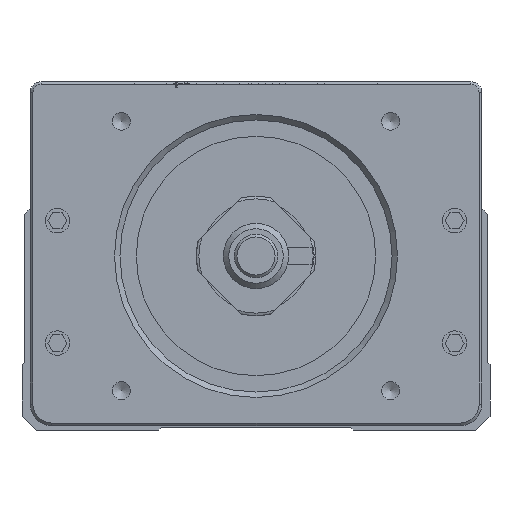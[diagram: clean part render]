
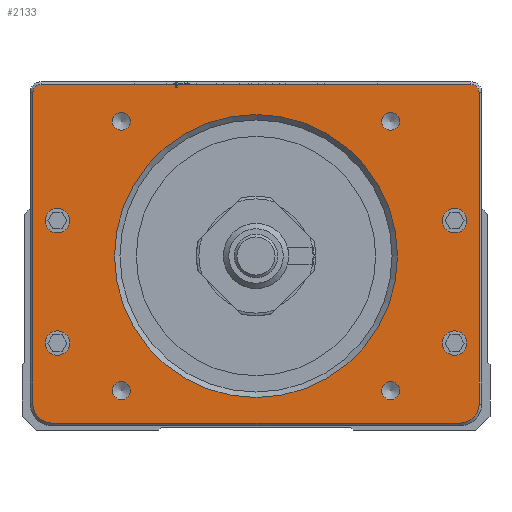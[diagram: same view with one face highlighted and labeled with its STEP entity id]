
A CAD part, front view. The second image highlights one B-rep face of the part: STEP entity #2133.
In plain terms, the highlighted planar face has unit normal (0, -1, 0).
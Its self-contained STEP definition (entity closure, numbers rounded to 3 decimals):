
#2133=ADVANCED_FACE('',(#3756,#3757,#3758,#3759,#3760,#3761,#3762,#3763,
#3764,#3765),#3105,.F.);
#3105=PLANE('',#21013);
#3756=FACE_BOUND('',#4874,.T.);
#3757=FACE_BOUND('',#4875,.T.);
#3758=FACE_BOUND('',#4876,.T.);
#3759=FACE_BOUND('',#4877,.T.);
#3760=FACE_BOUND('',#4878,.T.);
#3761=FACE_BOUND('',#4879,.T.);
#3762=FACE_BOUND('',#4880,.T.);
#3763=FACE_BOUND('',#4881,.T.);
#3764=FACE_BOUND('',#4882,.T.);
#3765=FACE_BOUND('',#4883,.T.);
#4874=EDGE_LOOP('',(#9200));
#4875=EDGE_LOOP('',(#9201));
#4876=EDGE_LOOP('',(#9202));
#4877=EDGE_LOOP('',(#9203));
#4878=EDGE_LOOP('',(#9204));
#4879=EDGE_LOOP('',(#9205,#9206,#9207,#9208,#9209,#9210,#9211,#9212));
#4880=EDGE_LOOP('',(#9213));
#4881=EDGE_LOOP('',(#9214));
#4882=EDGE_LOOP('',(#9215));
#4883=EDGE_LOOP('',(#9216));
#6075=CIRCLE('',#21000,26.);
#6076=CIRCLE('',#21001,1.65);
#6077=CIRCLE('',#21002,1.65);
#6078=CIRCLE('',#21003,1.65);
#6079=CIRCLE('',#21004,1.65);
#6080=CIRCLE('',#21005,1.5);
#6081=CIRCLE('',#21006,1.5);
#6082=CIRCLE('',#21007,3.5);
#6083=CIRCLE('',#21008,3.5);
#6084=CIRCLE('',#21009,2.25);
#6085=CIRCLE('',#21010,2.25);
#6086=CIRCLE('',#21011,2.25);
#6087=CIRCLE('',#21012,2.25);
#9200=ORIENTED_EDGE('',*,*,#15266,.T.);
#9201=ORIENTED_EDGE('',*,*,#15267,.T.);
#9202=ORIENTED_EDGE('',*,*,#15268,.T.);
#9203=ORIENTED_EDGE('',*,*,#15269,.T.);
#9204=ORIENTED_EDGE('',*,*,#15270,.T.);
#9205=ORIENTED_EDGE('',*,*,#15271,.T.);
#9206=ORIENTED_EDGE('',*,*,#15272,.T.);
#9207=ORIENTED_EDGE('',*,*,#15273,.T.);
#9208=ORIENTED_EDGE('',*,*,#15274,.T.);
#9209=ORIENTED_EDGE('',*,*,#15275,.T.);
#9210=ORIENTED_EDGE('',*,*,#15276,.T.);
#9211=ORIENTED_EDGE('',*,*,#15277,.T.);
#9212=ORIENTED_EDGE('',*,*,#15278,.T.);
#9213=ORIENTED_EDGE('',*,*,#15279,.T.);
#9214=ORIENTED_EDGE('',*,*,#15280,.T.);
#9215=ORIENTED_EDGE('',*,*,#15281,.T.);
#9216=ORIENTED_EDGE('',*,*,#15282,.T.);
#12938=VERTEX_POINT('',#31715);
#12939=VERTEX_POINT('',#31717);
#12940=VERTEX_POINT('',#31719);
#12941=VERTEX_POINT('',#31721);
#12942=VERTEX_POINT('',#31723);
#12943=VERTEX_POINT('',#31725);
#12944=VERTEX_POINT('',#31726);
#12945=VERTEX_POINT('',#31728);
#12946=VERTEX_POINT('',#31730);
#12947=VERTEX_POINT('',#31732);
#12948=VERTEX_POINT('',#31734);
#12949=VERTEX_POINT('',#31736);
#12950=VERTEX_POINT('',#31738);
#12951=VERTEX_POINT('',#31741);
#12952=VERTEX_POINT('',#31743);
#12953=VERTEX_POINT('',#31745);
#12954=VERTEX_POINT('',#31747);
#15266=EDGE_CURVE('',#12938,#12938,#6075,.T.);
#15267=EDGE_CURVE('',#12939,#12939,#6076,.T.);
#15268=EDGE_CURVE('',#12940,#12940,#6077,.T.);
#15269=EDGE_CURVE('',#12941,#12941,#6078,.T.);
#15270=EDGE_CURVE('',#12942,#12942,#6079,.T.);
#15271=EDGE_CURVE('',#12943,#12944,#17498,.T.);
#15272=EDGE_CURVE('',#12944,#12945,#6080,.T.);
#15273=EDGE_CURVE('',#12945,#12946,#17499,.T.);
#15274=EDGE_CURVE('',#12946,#12947,#6081,.T.);
#15275=EDGE_CURVE('',#12947,#12948,#17500,.T.);
#15276=EDGE_CURVE('',#12948,#12949,#6082,.T.);
#15277=EDGE_CURVE('',#12949,#12950,#17501,.T.);
#15278=EDGE_CURVE('',#12950,#12943,#6083,.T.);
#15279=EDGE_CURVE('',#12951,#12951,#6084,.T.);
#15280=EDGE_CURVE('',#12952,#12952,#6085,.T.);
#15281=EDGE_CURVE('',#12953,#12953,#6086,.T.);
#15282=EDGE_CURVE('',#12954,#12954,#6087,.T.);
#17498=LINE('',#31724,#19369);
#17499=LINE('',#31729,#19370);
#17500=LINE('',#31733,#19371);
#17501=LINE('',#31737,#19372);
#19369=VECTOR('',#24796,1.);
#19370=VECTOR('',#24799,1.);
#19371=VECTOR('',#24802,1.);
#19372=VECTOR('',#24805,1.);
#21000=AXIS2_PLACEMENT_3D('',#31714,#24786,#24787);
#21001=AXIS2_PLACEMENT_3D('',#31716,#24788,#24789);
#21002=AXIS2_PLACEMENT_3D('',#31718,#24790,#24791);
#21003=AXIS2_PLACEMENT_3D('',#31720,#24792,#24793);
#21004=AXIS2_PLACEMENT_3D('',#31722,#24794,#24795);
#21005=AXIS2_PLACEMENT_3D('',#31727,#24797,#24798);
#21006=AXIS2_PLACEMENT_3D('',#31731,#24800,#24801);
#21007=AXIS2_PLACEMENT_3D('',#31735,#24803,#24804);
#21008=AXIS2_PLACEMENT_3D('',#31739,#24806,#24807);
#21009=AXIS2_PLACEMENT_3D('',#31740,#24808,#24809);
#21010=AXIS2_PLACEMENT_3D('',#31742,#24810,#24811);
#21011=AXIS2_PLACEMENT_3D('',#31744,#24812,#24813);
#21012=AXIS2_PLACEMENT_3D('',#31746,#24814,#24815);
#21013=AXIS2_PLACEMENT_3D('',#31748,#24816,#24817);
#24786=DIRECTION('',(0.,1.,0.));
#24787=DIRECTION('',(0.,0.,1.));
#24788=DIRECTION('',(0.,1.,0.));
#24789=DIRECTION('',(0.,0.,1.));
#24790=DIRECTION('',(0.,1.,0.));
#24791=DIRECTION('',(0.,0.,1.));
#24792=DIRECTION('',(0.,1.,0.));
#24793=DIRECTION('',(0.,0.,1.));
#24794=DIRECTION('',(0.,1.,0.));
#24795=DIRECTION('',(0.,0.,1.));
#24796=DIRECTION('',(0.,0.,1.));
#24797=DIRECTION('',(0.,-1.,0.));
#24798=DIRECTION('',(0.,0.,1.));
#24799=DIRECTION('',(-1.,0.,0.));
#24800=DIRECTION('',(0.,-1.,0.));
#24801=DIRECTION('',(0.,0.,1.));
#24802=DIRECTION('',(0.,0.,-1.));
#24803=DIRECTION('',(0.,-1.,0.));
#24804=DIRECTION('',(0.,0.,1.));
#24805=DIRECTION('',(1.,0.,0.));
#24806=DIRECTION('',(0.,-1.,0.));
#24807=DIRECTION('',(0.,0.,1.));
#24808=DIRECTION('',(0.,1.,0.));
#24809=DIRECTION('',(0.,0.,1.));
#24810=DIRECTION('',(0.,1.,0.));
#24811=DIRECTION('',(0.,0.,1.));
#24812=DIRECTION('',(0.,1.,0.));
#24813=DIRECTION('',(0.,0.,1.));
#24814=DIRECTION('',(0.,1.,0.));
#24815=DIRECTION('',(0.,0.,1.));
#24816=DIRECTION('',(0.,1.,0.));
#24817=DIRECTION('',(0.,0.,-1.));
#31714=CARTESIAN_POINT('',(0.,-236.633,32.));
#31715=CARTESIAN_POINT('',(0.,-236.633,58.));
#31716=CARTESIAN_POINT('',(-24.749,-236.633,56.749));
#31717=CARTESIAN_POINT('',(-24.749,-236.633,58.399));
#31718=CARTESIAN_POINT('',(-24.749,-236.633,7.251));
#31719=CARTESIAN_POINT('',(-24.749,-236.633,8.901));
#31720=CARTESIAN_POINT('',(24.749,-236.633,7.251));
#31721=CARTESIAN_POINT('',(24.749,-236.633,8.901));
#31722=CARTESIAN_POINT('',(24.749,-236.633,56.749));
#31723=CARTESIAN_POINT('',(24.749,-236.633,58.399));
#31724=CARTESIAN_POINT('',(41.,-236.633,60.));
#31725=CARTESIAN_POINT('',(41.,-236.633,4.8));
#31726=CARTESIAN_POINT('',(41.,-236.633,62.));
#31727=CARTESIAN_POINT('',(39.5,-236.633,62.));
#31728=CARTESIAN_POINT('',(39.5,-236.633,63.5));
#31729=CARTESIAN_POINT('',(39.,-236.633,63.5));
#31730=CARTESIAN_POINT('',(-39.5,-236.633,63.5));
#31731=CARTESIAN_POINT('',(-39.5,-236.633,62.));
#31732=CARTESIAN_POINT('',(-41.,-236.633,62.));
#31733=CARTESIAN_POINT('',(-41.,-236.633,60.));
#31734=CARTESIAN_POINT('',(-41.,-236.633,4.8));
#31735=CARTESIAN_POINT('',(-37.5,-236.633,4.8));
#31736=CARTESIAN_POINT('',(-37.5,-236.633,1.3));
#31737=CARTESIAN_POINT('',(39.,-236.633,1.3));
#31738=CARTESIAN_POINT('',(37.5,-236.633,1.3));
#31739=CARTESIAN_POINT('',(37.5,-236.633,4.8));
#31740=CARTESIAN_POINT('',(-36.5,-236.633,38.5));
#31741=CARTESIAN_POINT('',(-36.5,-236.633,40.75));
#31742=CARTESIAN_POINT('',(-36.5,-236.633,16.));
#31743=CARTESIAN_POINT('',(-36.5,-236.633,18.25));
#31744=CARTESIAN_POINT('',(36.5,-236.633,38.5));
#31745=CARTESIAN_POINT('',(36.5,-236.633,40.75));
#31746=CARTESIAN_POINT('',(36.5,-236.633,16.));
#31747=CARTESIAN_POINT('',(36.5,-236.633,18.25));
#31748=CARTESIAN_POINT('',(39.,-236.633,60.));
